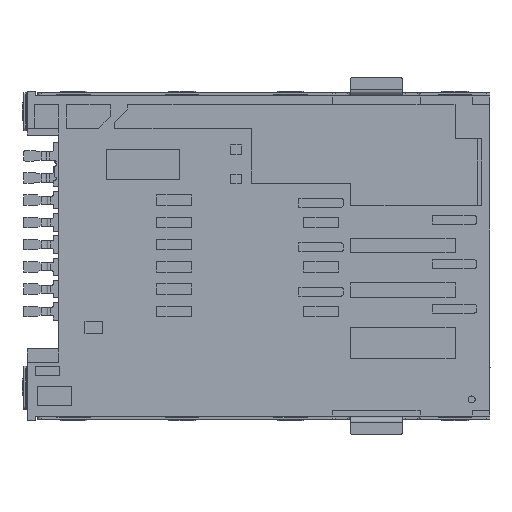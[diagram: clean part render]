
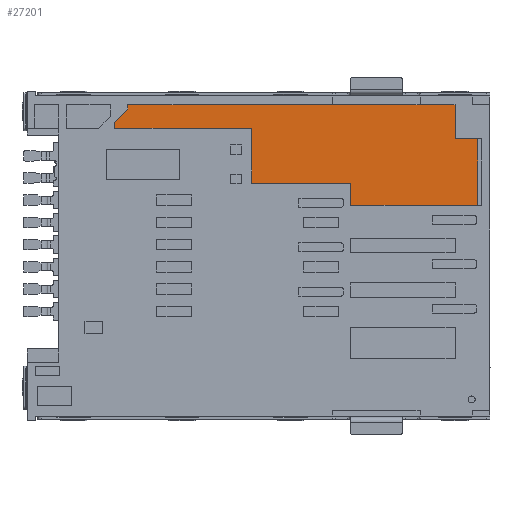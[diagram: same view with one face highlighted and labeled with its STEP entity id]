
A CAD part, front view. The second image highlights one B-rep face of the part: STEP entity #27201.
In plain terms, the highlighted planar face has unit normal (0, -1, 0).
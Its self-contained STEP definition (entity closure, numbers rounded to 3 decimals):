
#235 = ORIENTED_EDGE ( 'NONE', *, *, #23214, .T. ) ;
#288 = VERTEX_POINT ( 'NONE', #6510 ) ;
#419 = CARTESIAN_POINT ( 'NONE',  ( -0.7, -1.85, -2.65 ) ) ;
#794 = EDGE_CURVE ( 'NONE', #8401, #26287, #21995, .T. ) ;
#1050 = CARTESIAN_POINT ( 'NONE',  ( -7.95, -1.85, -5.825 ) ) ;
#1535 = ORIENTED_EDGE ( 'NONE', *, *, #794, .T. ) ;
#2416 = DIRECTION ( 'NONE',  ( 0., 0., 1. ) ) ;
#2916 = LINE ( 'NONE', #13545, #26855 ) ;
#3343 = LINE ( 'NONE', #26763, #13940 ) ;
#4016 = VECTOR ( 'NONE', #14949, 1000. ) ;
#4817 = CARTESIAN_POINT ( 'NONE',  ( -13.62, -1.85, -3.62 ) ) ;
#5072 = DIRECTION ( 'NONE',  ( -0.707, 0., -0.707 ) ) ;
#5083 = LINE ( 'NONE', #11396, #21653 ) ;
#5275 = ORIENTED_EDGE ( 'NONE', *, *, #6027, .T. ) ;
#5492 = VERTEX_POINT ( 'NONE', #20594 ) ;
#5591 = DIRECTION ( 'NONE',  ( 0., 0., -1. ) ) ;
#5844 = LINE ( 'NONE', #14074, #29080 ) ;
#6027 = EDGE_CURVE ( 'NONE', #5492, #27017, #5083, .T. ) ;
#6160 = CARTESIAN_POINT ( 'NONE',  ( -7.95, -1.85, -5.19 ) ) ;
#6248 = DIRECTION ( 'NONE',  ( 1., 0., 0. ) ) ;
#6510 = CARTESIAN_POINT ( 'NONE',  ( -21.45, -1.85, -2.05 ) ) ;
#6730 = CARTESIAN_POINT ( 'NONE',  ( -20.7, -1.85, -0.825 ) ) ;
#7103 = DIRECTION ( 'NONE',  ( 0., 0., -1. ) ) ;
#7614 = LINE ( 'NONE', #8292, #18870 ) ;
#7827 = CARTESIAN_POINT ( 'NONE',  ( -21.45, -1.85, -1.7 ) ) ;
#8292 = CARTESIAN_POINT ( 'NONE',  ( -17.535, -1.85, -2.05 ) ) ;
#8401 = VERTEX_POINT ( 'NONE', #25098 ) ;
#8412 = CARTESIAN_POINT ( 'NONE',  ( -10.785, -1.85, -5.19 ) ) ;
#8486 = EDGE_CURVE ( 'NONE', #28074, #8401, #8879, .T. ) ;
#8596 = CARTESIAN_POINT ( 'NONE',  ( -13.62, -1.85, -5.19 ) ) ;
#8879 = LINE ( 'NONE', #27543, #19448 ) ;
#9075 = VERTEX_POINT ( 'NONE', #22997 ) ;
#9543 = DIRECTION ( 'NONE',  ( 1., 0., 0. ) ) ;
#10090 = CARTESIAN_POINT ( 'NONE',  ( -13.62, -1.85, -2.05 ) ) ;
#10566 = DIRECTION ( 'NONE',  ( 1., 0., 0. ) ) ;
#10643 = AXIS2_PLACEMENT_3D ( 'NONE', #12870, #10728, #26448 ) ;
#10728 = DIRECTION ( 'NONE',  ( 0., -1., 0. ) ) ;
#11396 = CARTESIAN_POINT ( 'NONE',  ( -2., -1.85, -1.675 ) ) ;
#11938 = ORIENTED_EDGE ( 'NONE', *, *, #14490, .T. ) ;
#12462 = FACE_OUTER_BOUND ( 'NONE', #27835, .T. ) ;
#12533 = EDGE_CURVE ( 'NONE', #9075, #22110, #5844, .T. ) ;
#12870 = CARTESIAN_POINT ( 'NONE',  ( -21.45, -1.85, -0.7 ) ) ;
#13545 = CARTESIAN_POINT ( 'NONE',  ( -1.25, -1.85, -2.65 ) ) ;
#13654 = EDGE_CURVE ( 'NONE', #21426, #23927, #16012, .T. ) ;
#13916 = LINE ( 'NONE', #1050, #25145 ) ;
#13940 = VECTOR ( 'NONE', #22465, 1000. ) ;
#14074 = CARTESIAN_POINT ( 'NONE',  ( -21.075, -1.85, -1.325 ) ) ;
#14490 = EDGE_CURVE ( 'NONE', #23927, #21123, #23488, .T. ) ;
#14948 = ORIENTED_EDGE ( 'NONE', *, *, #26601, .T. ) ;
#14949 = DIRECTION ( 'NONE',  ( 0., 0., 1. ) ) ;
#15042 = ORIENTED_EDGE ( 'NONE', *, *, #27756, .T. ) ;
#15740 = ORIENTED_EDGE ( 'NONE', *, *, #8486, .T. ) ;
#15809 = ORIENTED_EDGE ( 'NONE', *, *, #28316, .T. ) ;
#15828 = DIRECTION ( 'NONE',  ( -1., 0., 0. ) ) ;
#16012 = LINE ( 'NONE', #4817, #27954 ) ;
#16016 = ORIENTED_EDGE ( 'NONE', *, *, #24006, .T. ) ;
#16209 = CARTESIAN_POINT ( 'NONE',  ( -20.7, -1.85, -0.7 ) ) ;
#16446 = VERTEX_POINT ( 'NONE', #16209 ) ;
#18870 = VECTOR ( 'NONE', #10566, 1000. ) ;
#19130 = CARTESIAN_POINT ( 'NONE',  ( -7.95, -1.85, -6.46 ) ) ;
#19373 = CARTESIAN_POINT ( 'NONE',  ( -0.7, -1.85, -3.58 ) ) ;
#19448 = VECTOR ( 'NONE', #9543, 1000. ) ;
#20232 = ORIENTED_EDGE ( 'NONE', *, *, #12533, .T. ) ;
#20594 = CARTESIAN_POINT ( 'NONE',  ( -2., -1.85, -2.65 ) ) ;
#21123 = VERTEX_POINT ( 'NONE', #6160 ) ;
#21426 = VERTEX_POINT ( 'NONE', #10090 ) ;
#21653 = VECTOR ( 'NONE', #2416, 1000. ) ;
#21995 = LINE ( 'NONE', #19373, #4016 ) ;
#22110 = VERTEX_POINT ( 'NONE', #7827 ) ;
#22177 = CARTESIAN_POINT ( 'NONE',  ( -11.35, -1.85, -0.7 ) ) ;
#22465 = DIRECTION ( 'NONE',  ( 0., 0., -1. ) ) ;
#22795 = VECTOR ( 'NONE', #6248, 1000. ) ;
#22997 = CARTESIAN_POINT ( 'NONE',  ( -20.7, -1.85, -0.95 ) ) ;
#23214 = EDGE_CURVE ( 'NONE', #21123, #28074, #13916, .T. ) ;
#23488 = LINE ( 'NONE', #8412, #22795 ) ;
#23927 = VERTEX_POINT ( 'NONE', #8596 ) ;
#24006 = EDGE_CURVE ( 'NONE', #16446, #9075, #28631, .T. ) ;
#24192 = PLANE ( 'NONE',  #10643 ) ;
#24517 = DIRECTION ( 'NONE',  ( -1., 0., 0. ) ) ;
#24707 = DIRECTION ( 'NONE',  ( 0., 0., -1. ) ) ;
#25098 = CARTESIAN_POINT ( 'NONE',  ( -0.7, -1.85, -6.46 ) ) ;
#25145 = VECTOR ( 'NONE', #5591, 1000. ) ;
#25803 = ORIENTED_EDGE ( 'NONE', *, *, #26752, .T. ) ;
#26287 = VERTEX_POINT ( 'NONE', #419 ) ;
#26448 = DIRECTION ( 'NONE',  ( 0., 0., -1. ) ) ;
#26601 = EDGE_CURVE ( 'NONE', #288, #21426, #7614, .T. ) ;
#26752 = EDGE_CURVE ( 'NONE', #22110, #288, #3343, .T. ) ;
#26763 = CARTESIAN_POINT ( 'NONE',  ( -21.45, -1.85, -1.875 ) ) ;
#26855 = VECTOR ( 'NONE', #15828, 1000. ) ;
#27017 = VERTEX_POINT ( 'NONE', #27940 ) ;
#27201 = ADVANCED_FACE ( 'NONE', ( #12462 ), #24192, .T. ) ;
#27543 = CARTESIAN_POINT ( 'NONE',  ( -4.225, -1.85, -6.46 ) ) ;
#27756 = EDGE_CURVE ( 'NONE', #26287, #5492, #2916, .T. ) ;
#27835 = EDGE_LOOP ( 'NONE', ( #15740, #1535, #15042, #5275, #15809, #16016, #20232, #25803, #14948, #29052, #11938, #235 ) ) ;
#27897 = VECTOR ( 'NONE', #24517, 1000. ) ;
#27925 = VECTOR ( 'NONE', #24707, 1000. ) ;
#27940 = CARTESIAN_POINT ( 'NONE',  ( -2., -1.85, -0.7 ) ) ;
#27954 = VECTOR ( 'NONE', #7103, 1000. ) ;
#28074 = VERTEX_POINT ( 'NONE', #19130 ) ;
#28316 = EDGE_CURVE ( 'NONE', #27017, #16446, #28599, .T. ) ;
#28599 = LINE ( 'NONE', #22177, #27897 ) ;
#28631 = LINE ( 'NONE', #6730, #27925 ) ;
#29052 = ORIENTED_EDGE ( 'NONE', *, *, #13654, .T. ) ;
#29080 = VECTOR ( 'NONE', #5072, 1000. ) ;
